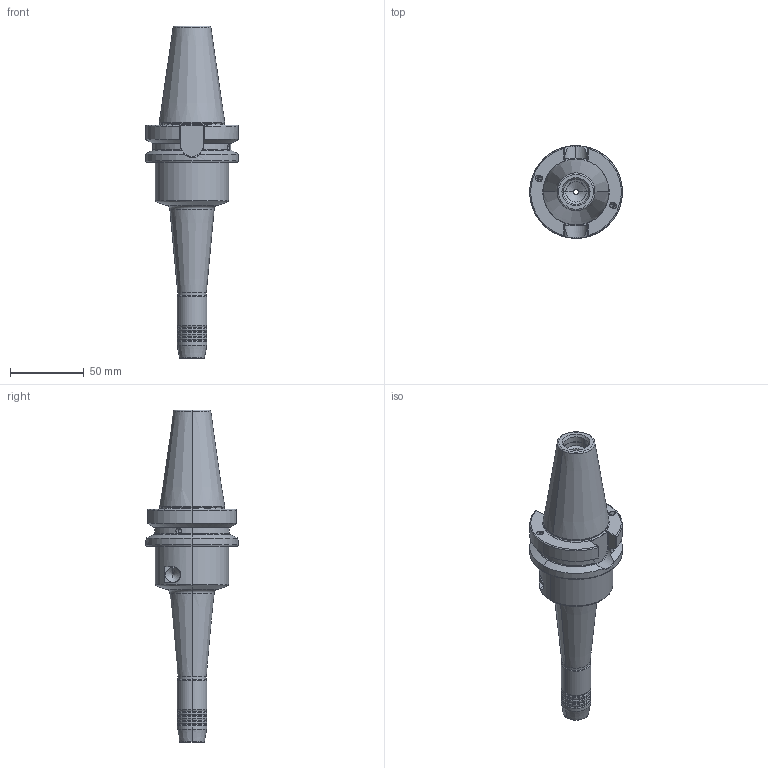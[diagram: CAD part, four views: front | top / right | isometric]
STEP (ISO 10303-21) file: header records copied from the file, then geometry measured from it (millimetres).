
FILE_DESCRIPTION (( 'STEP AP214' ), '1' );
FILE_NAME ('77.403.010SL x160 K.STEP', '2022-04-22T08:57:26', ( '' ), ( '' ), 'SwSTEP 2.0', 'SolidWorks 2018', '' );
FILE_SCHEMA (( 'AUTOMOTIVE_DESIGN' ));
Length unit declared in the file: millimetre
Products named in the file (1): 77.403.010SL x160 K
Bounding box: 62.95 x 62.95 x 225.4 mm (x, y, z)
Volume: 213163.8 mm3; surface area: 36743.8 mm2
Topology: 1 solids, 1 shells, 189 faces, 436 edges, 249 vertices
Faces by surface type: cylinder 66, cone 48, torus 42, plane 27, bspline 6
Entity records: 7321 total; most frequent: CARTESIAN_POINT 2782, DIRECTION 918, ORIENTED_EDGE 868, EDGE_CURVE 434, AXIS2_PLACEMENT_3D 388, VERTEX_POINT 249, CIRCLE 204, EDGE_LOOP 201
